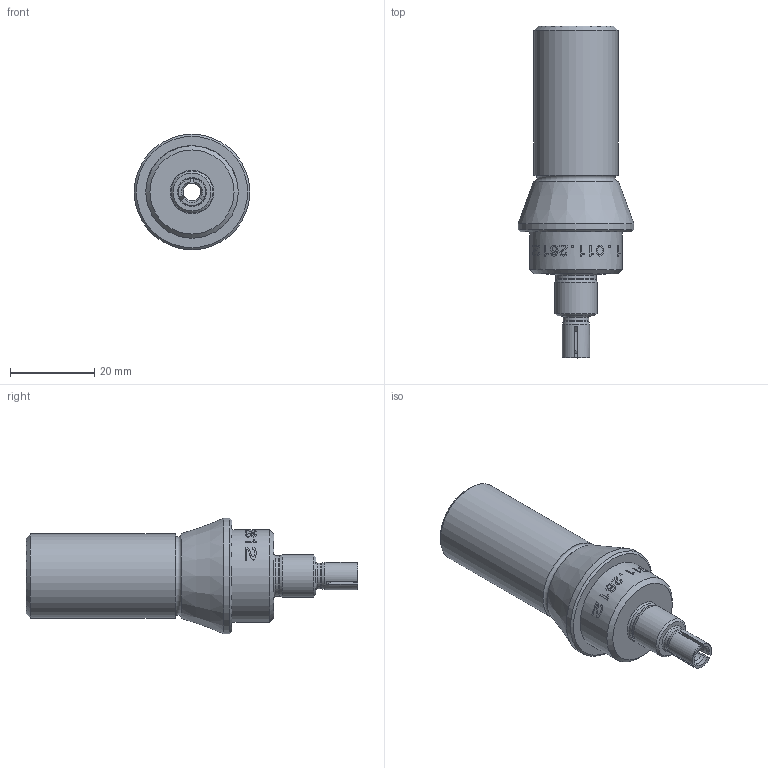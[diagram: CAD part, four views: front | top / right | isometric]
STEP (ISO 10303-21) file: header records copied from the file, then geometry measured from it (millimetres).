
FILE_DESCRIPTION(('STEP AP214'),'1');
FILE_NAME('1.011.2612_Pos.10.stp','2023-08-01T12:44:46',(' '),(' '),'Spatial InterOp 3D',' ',' ');
FILE_SCHEMA(('AUTOMOTIVE_DESIGN { 1 0 10303 214 1 1 1 1 }'));
Length unit declared in the file: millimetre
Products named in the file (1): 1690893865
Bounding box: 27.5 x 79 x 27.5 mm (x, y, z)
Volume: 15504.8 mm3; surface area: 7687.5 mm2
Topology: 1 solids, 1 shells, 272 faces, 761 edges, 506 vertices
Faces by surface type: plane 226, cylinder 27, cone 14, torus 5
Full cylindrical faces by diameter (mm): 4.2 x1, 6.1 x1, 6.5 x1, 9.6 x1, 10 x1, 12 x1, 20 x1, 22 x1, 27.5 x1
Entity records: 14808 total; most frequent: CARTESIAN_POINT 2622, ORIENTED_EDGE 1474, DIRECTION 1022, STYLED_ITEM 1010, PRESENTATION_STYLE_ASSIGNMENT 1010, COLOUR_RGB 1010, EDGE_CURVE 737, CURVE_STYLE 737
